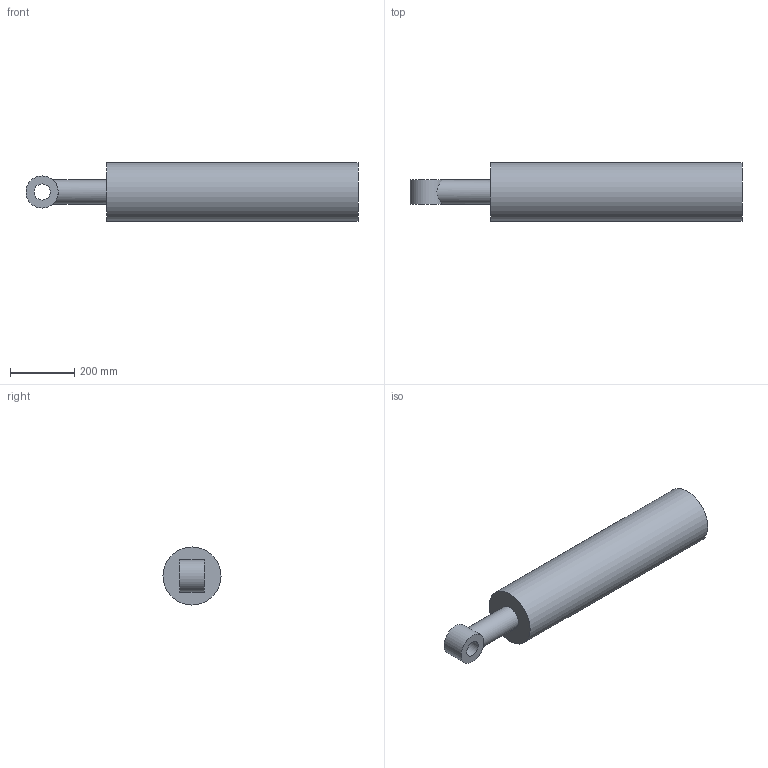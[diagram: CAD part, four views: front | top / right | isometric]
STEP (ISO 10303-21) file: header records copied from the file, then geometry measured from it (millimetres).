
FILE_DESCRIPTION( ( '' ), ' ' );
FILE_NAME( '5bf3abd81d95571818554dd9.step', '2018-11-20T06:38:16', ( '' ), ( '' ), ' ', ' ', ' ' );
FILE_SCHEMA( ( 'AUTOMOTIVE_DESIGN { 1 0 10303 214 1 1 1 1 }' ) );
Length unit declared in the file: metre
Products named in the file (1): Cylinder
Bounding box: 1030 x 180 x 180 mm (x, y, z)
Volume: 8109021.1 mm3; surface area: 944082 mm2
Topology: 1 solids, 1 shells, 12 faces, 20 edges, 13 vertices
Faces by surface type: cylinder 6, plane 6
Full cylindrical faces by diameter (mm): 50 x2, 75 x1, 100 x1, 150 x1, 180 x1
Entity records: 506 total; most frequent: CARTESIAN_POINT 187, DIRECTION 48, ORIENTED_EDGE 26, AXIS2_PLACEMENT_3D 24, EDGE_LOOP 22, FACE_OUTER_BOUND 17, EDGE_CURVE 13, STYLED_ITEM 12
